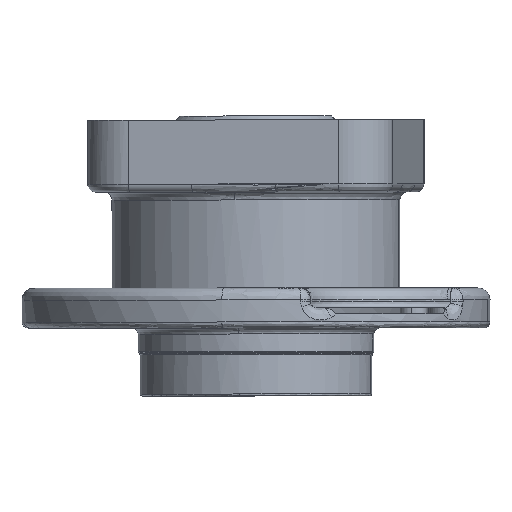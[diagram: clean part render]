
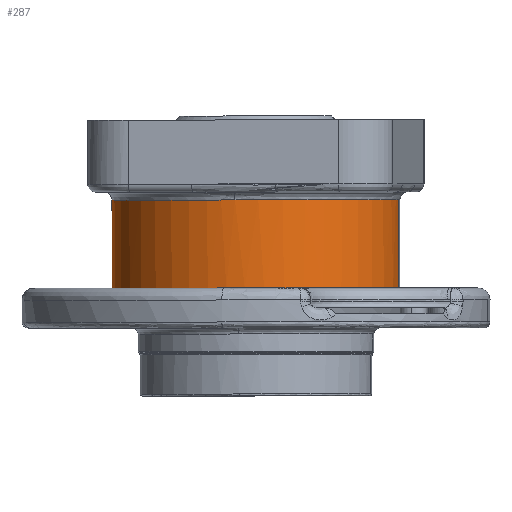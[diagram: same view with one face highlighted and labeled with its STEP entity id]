
A CAD part, front view. The second image highlights one B-rep face of the part: STEP entity #287.
In plain terms, the highlighted free-form (B-spline) face has degree [1, 2] with [2, 9] control points.
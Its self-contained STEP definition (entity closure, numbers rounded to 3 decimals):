
#287=ADVANCED_FACE('',(#531),#4241,.T.);
#531=FACE_OUTER_BOUND('',#807,.T.);
#807=EDGE_LOOP('',(#2164,#2165,#2166,#2167,#2168));
#2164=ORIENTED_EDGE('',*,*,#2867,.F.);
#2165=ORIENTED_EDGE('',*,*,#2863,.F.);
#2166=ORIENTED_EDGE('',*,*,#2869,.T.);
#2167=ORIENTED_EDGE('',*,*,#2318,.F.);
#2168=ORIENTED_EDGE('',*,*,#2868,.T.);
#2318=EDGE_CURVE('',#3673,#3674,#2950,.T.);
#2863=EDGE_CURVE('',#4016,#4018,#3170,.T.);
#2867=EDGE_CURVE('',#4018,#4019,#3174,.T.);
#2868=EDGE_CURVE('',#3673,#4019,#3564,.T.);
#2869=EDGE_CURVE('',#4016,#3674,#3565,.T.);
#2950=(
BOUNDED_CURVE()
B_SPLINE_CURVE(2,(#12743,#12744,#12745,#12746,#12747),.UNSPECIFIED.,.F.,
 .F.)
B_SPLINE_CURVE_WITH_KNOTS((3,2,3),(0.,56.549,113.097),
 .UNSPECIFIED.)
CURVE()
GEOMETRIC_REPRESENTATION_ITEM()
RATIONAL_B_SPLINE_CURVE((1.,0.707,1.,0.707,1.))
REPRESENTATION_ITEM('')
);
#3170=(
BOUNDED_CURVE()
B_SPLINE_CURVE(2,(#14812,#14813,#14814),.UNSPECIFIED.,.F.,.F.)
B_SPLINE_CURVE_WITH_KNOTS((3,3),(0.,56.549),.UNSPECIFIED.)
CURVE()
GEOMETRIC_REPRESENTATION_ITEM()
RATIONAL_B_SPLINE_CURVE((1.,0.707,1.))
REPRESENTATION_ITEM('')
);
#3174=(
BOUNDED_CURVE()
B_SPLINE_CURVE(2,(#14824,#14825,#14826),.UNSPECIFIED.,.F.,.F.)
B_SPLINE_CURVE_WITH_KNOTS((3,3),(0.,56.549),.UNSPECIFIED.)
CURVE()
GEOMETRIC_REPRESENTATION_ITEM()
RATIONAL_B_SPLINE_CURVE((1.,0.707,1.))
REPRESENTATION_ITEM('')
);
#3564=B_SPLINE_CURVE_WITH_KNOTS('',1,(#14827,#14828),.UNSPECIFIED.,.F.,
 .F.,(2,2),(0.,22.),.UNSPECIFIED.);
#3565=B_SPLINE_CURVE_WITH_KNOTS('',1,(#14829,#14830),.UNSPECIFIED.,.F.,
 .F.,(2,2),(0.,22.),.UNSPECIFIED.);
#3673=VERTEX_POINT('',#11774);
#3674=VERTEX_POINT('',#11775);
#4016=VERTEX_POINT('',#12117);
#4018=VERTEX_POINT('',#12119);
#4019=VERTEX_POINT('',#12120);
#4241=(
BOUNDED_SURFACE()
B_SPLINE_SURFACE(1,2,((#11495,#11496,#11497,#11498,#11499,#11500,#11501,
#11502,#11503),(#11504,#11505,#11506,#11507,#11508,#11509,#11510,#11511,
#11512)),.UNSPECIFIED.,.F.,.F.,.F.)
B_SPLINE_SURFACE_WITH_KNOTS((2,2),(3,2,2,2,3),(0.,27.189),(0.,56.549,
113.097,169.646,226.195),.UNSPECIFIED.)
GEOMETRIC_REPRESENTATION_ITEM()
RATIONAL_B_SPLINE_SURFACE(((1.,0.707,1.,0.707,1.,
0.707,1.,0.707,1.),(1.,0.707,1.,0.707,
1.,0.707,1.,0.707,1.)))
REPRESENTATION_ITEM('')
SURFACE()
);
#11495=CARTESIAN_POINT('',(5.227,35.618,51.595));
#11496=CARTESIAN_POINT('',(-30.389,40.86,51.584));
#11497=CARTESIAN_POINT('',(-35.632,5.244,51.584));
#11498=CARTESIAN_POINT('',(-40.875,-30.372,51.583));
#11499=CARTESIAN_POINT('',(-5.259,-35.615,51.594));
#11500=CARTESIAN_POINT('',(30.358,-40.857,51.605));
#11501=CARTESIAN_POINT('',(35.6,-5.241,51.606));
#11502=CARTESIAN_POINT('',(40.843,30.375,51.606));
#11503=CARTESIAN_POINT('',(5.227,35.618,51.595));
#11504=CARTESIAN_POINT('',(5.235,35.617,24.406));
#11505=CARTESIAN_POINT('',(-30.381,40.86,24.395));
#11506=CARTESIAN_POINT('',(-35.624,5.243,24.394));
#11507=CARTESIAN_POINT('',(-40.866,-30.373,24.394));
#11508=CARTESIAN_POINT('',(-5.25,-35.615,24.405));
#11509=CARTESIAN_POINT('',(30.366,-40.858,24.416));
#11510=CARTESIAN_POINT('',(35.609,-5.242,24.416));
#11511=CARTESIAN_POINT('',(40.851,30.374,24.417));
#11512=CARTESIAN_POINT('',(5.235,35.617,24.406));
#11774=CARTESIAN_POINT('',(35.608,-5.242,27.011));
#11775=CARTESIAN_POINT('',(-35.625,5.244,26.989));
#12117=CARTESIAN_POINT('',(-35.631,5.244,48.989));
#12119=CARTESIAN_POINT('',(-5.258,-35.615,48.999));
#12120=CARTESIAN_POINT('',(35.601,-5.241,49.011));
#12743=CARTESIAN_POINT('',(35.608,-5.242,27.011));
#12744=CARTESIAN_POINT('',(30.365,-40.858,27.011));
#12745=CARTESIAN_POINT('',(-5.251,-35.615,26.999));
#12746=CARTESIAN_POINT('',(-40.867,-30.373,26.988));
#12747=CARTESIAN_POINT('',(-35.625,5.244,26.989));
#14812=CARTESIAN_POINT('',(-35.631,5.244,48.989));
#14813=CARTESIAN_POINT('',(-40.874,-30.372,48.988));
#14814=CARTESIAN_POINT('',(-5.258,-35.615,48.999));
#14824=CARTESIAN_POINT('',(-5.258,-35.615,48.999));
#14825=CARTESIAN_POINT('',(30.358,-40.857,49.011));
#14826=CARTESIAN_POINT('',(35.601,-5.241,49.011));
#14827=CARTESIAN_POINT('',(35.608,-5.242,27.011));
#14828=CARTESIAN_POINT('',(35.601,-5.241,49.011));
#14829=CARTESIAN_POINT('',(-35.631,5.244,48.989));
#14830=CARTESIAN_POINT('',(-35.625,5.244,26.989));
